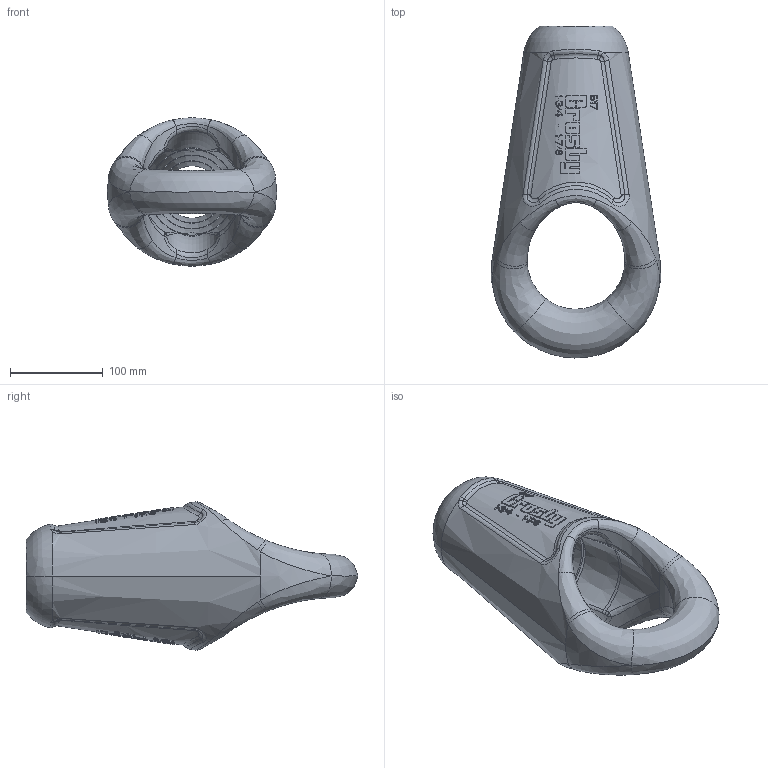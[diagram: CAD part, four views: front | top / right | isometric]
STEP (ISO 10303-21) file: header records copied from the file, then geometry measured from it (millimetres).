
FILE_DESCRIPTION((''),'2;1');
FILE_NAME('CROSBY_517_1_75-1_88_1004989','2010-05-18T',('Alan Doughty'),('The Crosby Group, Inc.'),'PRO/ENGINEER BY PARAMETRIC TECHNOLOGY CORPORATION, 2009300','PRO/ENGINEER BY PARAMETRIC TECHNOLOGY CORPORATION, 2009300','');
FILE_SCHEMA(('CONFIG_CONTROL_DESIGN'));
Length unit declared in the file: inch
Products named in the file (1): CROSBY_517_1_75-1_88_1004989
Bounding box: 182.9 x 358.12 x 159.97 mm (x, y, z)
Volume: 2499900.5 mm3; surface area: 217882 mm2
Topology: 1 solids, 1 shells, 823 faces, 2230 edges, 1460 vertices
Faces by surface type: plane 573, bspline 88, extrusion 72, cone 60, torus 14, cylinder 10, sphere 6
Entity records: 31080 total; most frequent: CARTESIAN_POINT 12639, ORIENTED_EDGE 4460, DIRECTION 2844, EDGE_CURVE 2230, VERTEX_POINT 1460, B_SPLINE_CURVE_WITH_KNOTS 1254, AXIS2_PLACEMENT_3D 1061, EDGE_LOOP 878
